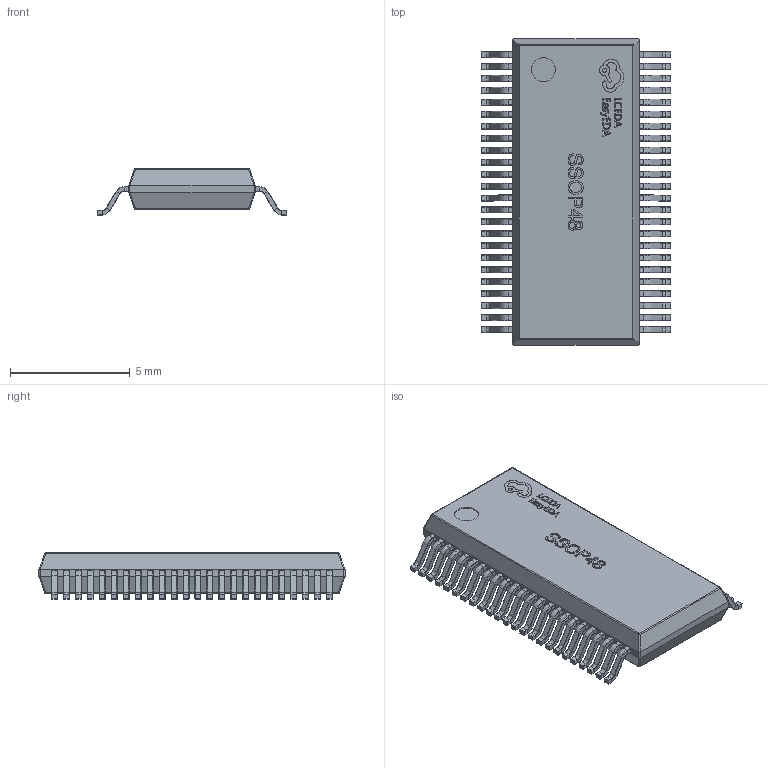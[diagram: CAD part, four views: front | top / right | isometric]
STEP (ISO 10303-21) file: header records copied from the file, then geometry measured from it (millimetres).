
FILE_DESCRIPTION (( 'STEP AP214' ), '1' );
FILE_NAME ('SSOP-48-L12.8-W5.3-H1.7-LS7.8-P0.50.step', '2022-07-26T10:34:12', ( '' ), ( '' ), 'SwSTEP 2.0', 'SolidWorks 2020', '' );
FILE_SCHEMA (( 'AUTOMOTIVE_DESIGN' ));
Length unit declared in the file: millimetre
Products named in the file (1): SSOP-48-L12.8-W5.3-H1.7-LS7.8-P0.50
Bounding box: 7.91 x 12.8 x 1.95 mm (x, y, z)
Volume: 113.3 mm3; surface area: 262.6 mm2
Topology: 62 solids, 62 shells, 2941 faces, 6354 edges, 3460 vertices
Faces by surface type: plane 1099, cylinder 1030, torus 384, sphere 248, bspline 180
Entity records: 113794 total; most frequent: CARTESIAN_POINT 18488, DIRECTION 13774, ORIENTED_EDGE 12324, EDGE_CURVE 6162, AXIS2_PLACEMENT_3D 5238, VERTEX_POINT 3364, VECTOR 3298, LINE 3298
